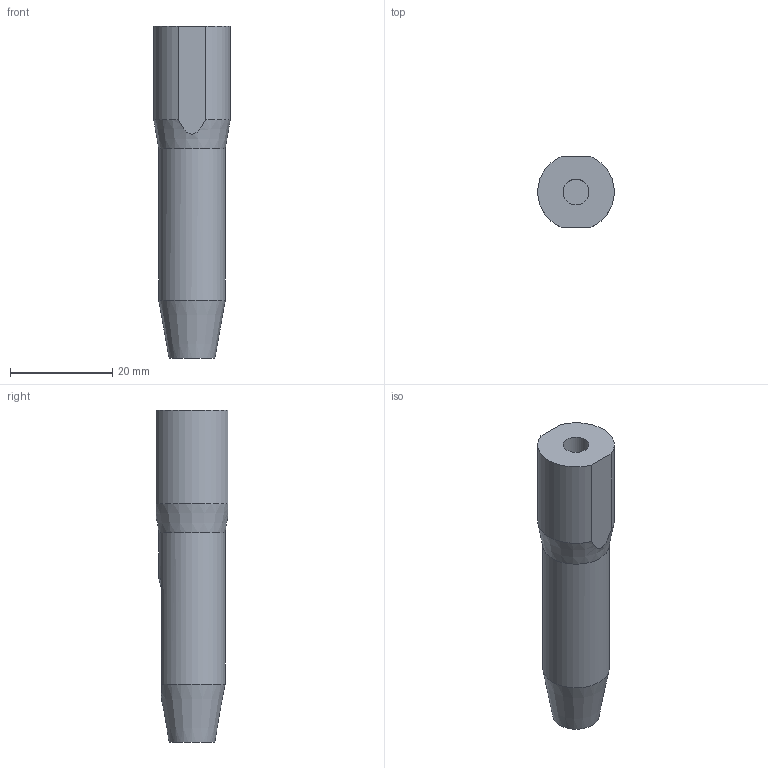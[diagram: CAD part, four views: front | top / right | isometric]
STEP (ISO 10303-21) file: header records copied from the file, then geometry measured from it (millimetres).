
FILE_DESCRIPTION(/* description */ (''),/* implementation_level */ '2;1');
FILE_NAME(/* name */ 'twistMotorToDopShaft_20250618.step',/* time_stamp */ '2025-06-18T15:00:49-07:00',/* author */ (''),/* organization */ (''),/* preprocessor_version */ 'ST-DEVELOPER v20.1',/* originating_system */ 'Autodesk Translation Framework v14.10.0.0',/* authorisation */ '');
FILE_SCHEMA (('AUTOMOTIVE_DESIGN { 1 0 10303 214 3 1 1 }'));
Length unit declared in the file: millimetre
Products named in the file (1): shaft
Bounding box: 15 x 14 x 65 mm (x, y, z)
Volume: 7619 mm3; surface area: 3932.6 mm2
Topology: 1 solids, 1 shells, 24 faces, 57 edges, 37 vertices
Faces by surface type: cylinder 9, cone 7, plane 7, bspline 1
Full cylindrical faces by diameter (mm): 3.332 x4, 5.05 x1, 6.1 x1, 13 x1
Entity records: 954 total; most frequent: CARTESIAN_POINT 354, DIRECTION 116, ORIENTED_EDGE 114, EDGE_CURVE 57, AXIS2_PLACEMENT_3D 47, VERTEX_POINT 37, EDGE_LOOP 34, FACE_OUTER_BOUND 24
